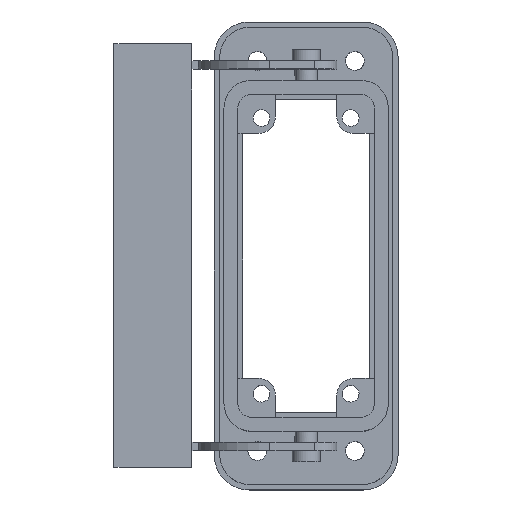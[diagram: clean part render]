
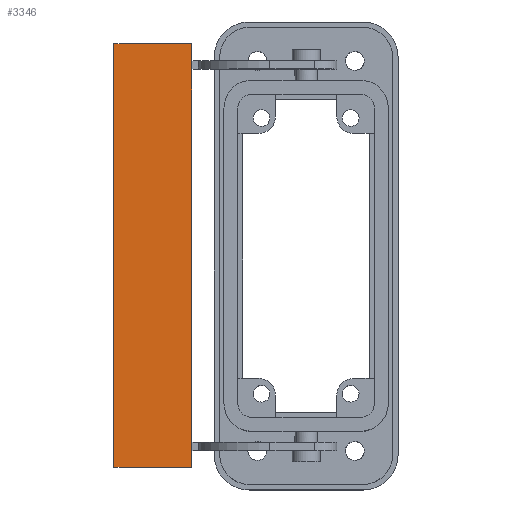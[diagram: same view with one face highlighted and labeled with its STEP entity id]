
A CAD part, top view. The second image highlights one B-rep face of the part: STEP entity #3346.
In plain terms, the highlighted planar face has unit normal (0, 0, 1).
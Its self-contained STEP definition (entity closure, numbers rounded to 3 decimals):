
#3333=AXIS2_PLACEMENT_3D('Plane Axis2P3D',#3330,#3331,#3332) ;
#2484=CARTESIAN_POINT('Vertex',(14.,4.,36.25)) ;
#2500=CARTESIAN_POINT('Vertex',(14.,80.,36.25)) ;
#2503=CARTESIAN_POINT('Line Origine',(14.,42.,36.25)) ;
#3231=CARTESIAN_POINT('Line Origine',(7.,4.,36.25)) ;
#3235=CARTESIAN_POINT('Vertex',(0.,4.,36.25)) ;
#3311=CARTESIAN_POINT('Line Origine',(0.,42.,36.25)) ;
#3315=CARTESIAN_POINT('Vertex',(0.,80.,36.25)) ;
#3330=CARTESIAN_POINT('Axis2P3D Location',(0.,42.,36.25)) ;
#3335=CARTESIAN_POINT('Line Origine',(7.,80.,36.25)) ;
#2504=DIRECTION('Vector Direction',(0.,-1.,0.)) ;
#3232=DIRECTION('Vector Direction',(1.,0.,0.)) ;
#3312=DIRECTION('Vector Direction',(0.,-1.,0.)) ;
#3331=DIRECTION('Axis2P3D Direction',(0.,0.,-1.)) ;
#3332=DIRECTION('Axis2P3D XDirection',(1.,0.,0.)) ;
#3336=DIRECTION('Vector Direction',(1.,0.,0.)) ;
#2505=VECTOR('Line Direction',#2504,1.) ;
#3233=VECTOR('Line Direction',#3232,1.) ;
#3313=VECTOR('Line Direction',#3312,1.) ;
#3337=VECTOR('Line Direction',#3336,1.) ;
#3341=ORIENTED_EDGE('',*,*,#3237,.T.) ;
#3342=ORIENTED_EDGE('',*,*,#2507,.T.) ;
#3343=ORIENTED_EDGE('',*,*,#3339,.F.) ;
#3344=ORIENTED_EDGE('',*,*,#3317,.F.) ;
#3346=ADVANCED_FACE('Hauptk\X2\00F6\X0\rper',(#3345),#3334,.F.) ;
#2507=EDGE_CURVE('',#2485,#2501,#2506,.F.) ;
#3237=EDGE_CURVE('',#3236,#2485,#3234,.T.) ;
#3317=EDGE_CURVE('',#3236,#3316,#3314,.F.) ;
#3339=EDGE_CURVE('',#3316,#2501,#3338,.T.) ;
#3340=EDGE_LOOP('',(#3341,#3342,#3343,#3344)) ;
#3345=FACE_OUTER_BOUND('',#3340,.T.) ;
#2506=LINE('Line',#2503,#2505) ;
#3234=LINE('Line',#3231,#3233) ;
#3314=LINE('Line',#3311,#3313) ;
#3338=LINE('Line',#3335,#3337) ;
#3334=PLANE('',#3333) ;
#2485=VERTEX_POINT('',#2484) ;
#2501=VERTEX_POINT('',#2500) ;
#3236=VERTEX_POINT('',#3235) ;
#3316=VERTEX_POINT('',#3315) ;
